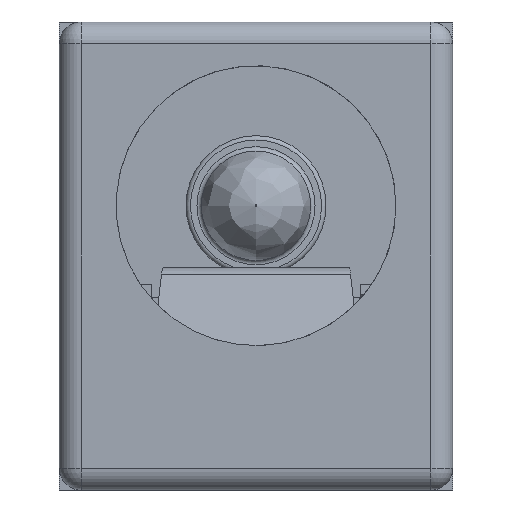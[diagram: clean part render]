
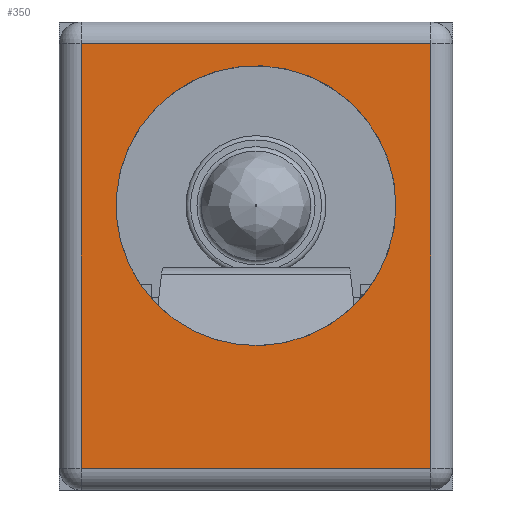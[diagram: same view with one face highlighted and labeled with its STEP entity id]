
A CAD part, front view. The second image highlights one B-rep face of the part: STEP entity #350.
In plain terms, the highlighted planar face has unit normal (0, -1, 0).
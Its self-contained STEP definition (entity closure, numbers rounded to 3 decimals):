
#350 = ADVANCED_FACE( '', ( #819, #820 ), #821, .F. );
#819 = FACE_OUTER_BOUND( '', #1498, .T. );
#820 = FACE_BOUND( '', #1499, .T. );
#821 = PLANE( '', #1500 );
#1498 = EDGE_LOOP( '', ( #2353, #2354, #2355, #2356 ) );
#1499 = EDGE_LOOP( '', ( #2357 ) );
#1500 = AXIS2_PLACEMENT_3D( '', #2358, #2359, #2360 );
#2353 = ORIENTED_EDGE( '', *, *, #4175, .T. );
#2354 = ORIENTED_EDGE( '', *, *, #4176, .T. );
#2355 = ORIENTED_EDGE( '', *, *, #4177, .T. );
#2356 = ORIENTED_EDGE( '', *, *, #4178, .T. );
#2357 = ORIENTED_EDGE( '', *, *, #4179, .T. );
#2358 = CARTESIAN_POINT( '', ( 0., -3.5, 0. ) );
#2359 = DIRECTION( '', ( 0., 1., 0. ) );
#2360 = DIRECTION( '', ( 0., 0., 1. ) );
#4175 = EDGE_CURVE( '', #4899, #4900, #4901, .F. );
#4176 = EDGE_CURVE( '', #4900, #4902, #4903, .F. );
#4177 = EDGE_CURVE( '', #4902, #4904, #4905, .F. );
#4178 = EDGE_CURVE( '', #4904, #4899, #4906, .F. );
#4179 = EDGE_CURVE( '', #4907, #4907, #4908, .T. );
#4899 = VERTEX_POINT( '', #5965 );
#4900 = VERTEX_POINT( '', #5966 );
#4901 = LINE( '', #5967, #5968 );
#4902 = VERTEX_POINT( '', #5969 );
#4903 = LINE( '', #5970, #5971 );
#4904 = VERTEX_POINT( '', #5972 );
#4905 = LINE( '', #5973, #5974 );
#4906 = LINE( '', #5975, #5976 );
#4907 = VERTEX_POINT( '', #5977 );
#4908 = CIRCLE( '', #5978, 3.2 );
#5965 = CARTESIAN_POINT( '', ( -4., -3.5, 4.85 ) );
#5966 = CARTESIAN_POINT( '', ( -4., -3.5, -4.85 ) );
#5967 = CARTESIAN_POINT( '', ( -4., -3.5, -5.35 ) );
#5968 = VECTOR( '', #7461, 1000. );
#5969 = CARTESIAN_POINT( '', ( 4., -3.5, -4.85 ) );
#5970 = CARTESIAN_POINT( '', ( 4.5, -3.5, -4.85 ) );
#5971 = VECTOR( '', #7462, 1000. );
#5972 = CARTESIAN_POINT( '', ( 4., -3.5, 4.85 ) );
#5973 = CARTESIAN_POINT( '', ( 4., -3.5, 5.35 ) );
#5974 = VECTOR( '', #7463, 1000. );
#5975 = CARTESIAN_POINT( '', ( -4.5, -3.5, 4.85 ) );
#5976 = VECTOR( '', #7464, 1000. );
#5977 = CARTESIAN_POINT( '', ( 3.2, -3.5, 1.15 ) );
#5978 = AXIS2_PLACEMENT_3D( '', #7465, #7466, #7467 );
#7461 = DIRECTION( '', ( 0., 0., 1. ) );
#7462 = DIRECTION( '', ( -1., 0., 0. ) );
#7463 = DIRECTION( '', ( 0., 0., -1. ) );
#7464 = DIRECTION( '', ( 1., 0., 0. ) );
#7465 = CARTESIAN_POINT( '', ( 0., -3.5, 1.15 ) );
#7466 = DIRECTION( '', ( 0., 1., 0. ) );
#7467 = DIRECTION( '', ( 1., 0., 0. ) );
